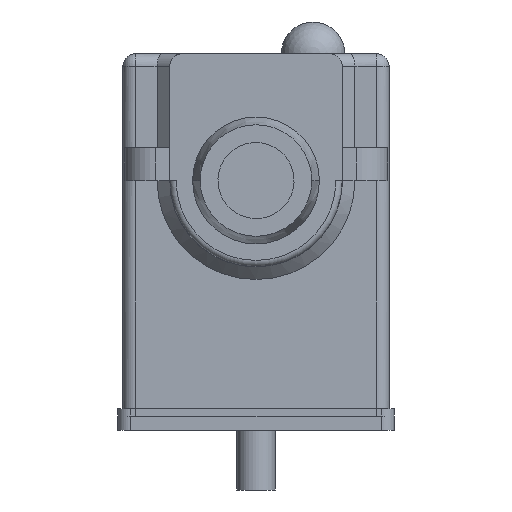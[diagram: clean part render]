
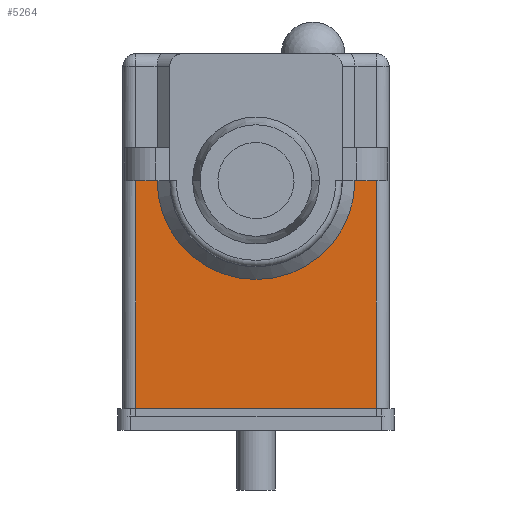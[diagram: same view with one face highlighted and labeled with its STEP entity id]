
A CAD part, front view. The second image highlights one B-rep face of the part: STEP entity #5264.
In plain terms, the highlighted planar face has unit normal (0, -1, 0).
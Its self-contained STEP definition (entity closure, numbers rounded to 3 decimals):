
#102 = ORIENTED_EDGE ( 'NONE', *, *, #8309, .F. ) ;
#843 = CARTESIAN_POINT ( 'NONE',  ( 9.5, -14.2, 16.198 ) ) ;
#905 = DIRECTION ( 'NONE',  ( -1., 0., 0. ) ) ;
#917 = VERTEX_POINT ( 'NONE', #13228 ) ;
#1496 = CARTESIAN_POINT ( 'NONE',  ( -9.5, -14.2, 16.198 ) ) ;
#1910 = ORIENTED_EDGE ( 'NONE', *, *, #7399, .T. ) ;
#2312 = VERTEX_POINT ( 'NONE', #6163 ) ;
#2329 = CARTESIAN_POINT ( 'NONE',  ( -9.5, -14.2, 16.198 ) ) ;
#2773 = ORIENTED_EDGE ( 'NONE', *, *, #4208, .F. ) ;
#3426 = CARTESIAN_POINT ( 'NONE',  ( 9.5, -14.2, 16.198 ) ) ;
#3625 = VERTEX_POINT ( 'NONE', #12341 ) ;
#4208 = EDGE_CURVE ( 'NONE', #3625, #5729, #14521, .T. ) ;
#4397 = VERTEX_POINT ( 'NONE', #11569 ) ;
#4757 = VECTOR ( 'NONE', #11501, 1000. ) ;
#4900 = DIRECTION ( 'NONE',  ( -1., 0., 0. ) ) ;
#5023 = LINE ( 'NONE', #10557, #6268 ) ;
#5055 = EDGE_CURVE ( 'NONE', #4397, #9270, #5023, .T. ) ;
#5264 = ADVANCED_FACE ( 'NONE', ( #12764 ), #11185, .T. ) ;
#5570 = CIRCLE ( 'NONE', #11033, 7.8 ) ;
#5703 = LINE ( 'NONE', #7863, #14546 ) ;
#5729 = VERTEX_POINT ( 'NONE', #11827 ) ;
#6163 = CARTESIAN_POINT ( 'NONE',  ( 9.5, -14.2, 16.198 ) ) ;
#6268 = VECTOR ( 'NONE', #4900, 1000. ) ;
#7097 = ORIENTED_EDGE ( 'NONE', *, *, #12646, .T. ) ;
#7399 = EDGE_CURVE ( 'NONE', #9270, #5729, #13559, .T. ) ;
#7745 = DIRECTION ( 'NONE',  ( -1., 0., 0. ) ) ;
#7821 = ORIENTED_EDGE ( 'NONE', *, *, #13263, .F. ) ;
#7863 = CARTESIAN_POINT ( 'NONE',  ( 9.5, -14.2, 16.198 ) ) ;
#8309 = EDGE_CURVE ( 'NONE', #4397, #917, #5570, .T. ) ;
#9081 = DIRECTION ( 'NONE',  ( -1., 0., 0. ) ) ;
#9270 = VERTEX_POINT ( 'NONE', #2329 ) ;
#9426 = LINE ( 'NONE', #3426, #4757 ) ;
#10058 = DIRECTION ( 'NONE',  ( 0., -1., 0. ) ) ;
#10099 = VECTOR ( 'NONE', #11753, 1000. ) ;
#10557 = CARTESIAN_POINT ( 'NONE',  ( -7.8, -14.2, 16.198 ) ) ;
#11033 = AXIS2_PLACEMENT_3D ( 'NONE', #13247, #14387, #14188 ) ;
#11093 = VECTOR ( 'NONE', #905, 1000. ) ;
#11185 = PLANE ( 'NONE',  #13316 ) ;
#11501 = DIRECTION ( 'NONE',  ( 0., 0., -1. ) ) ;
#11569 = CARTESIAN_POINT ( 'NONE',  ( -7.8, -14.2, 16.198 ) ) ;
#11753 = DIRECTION ( 'NONE',  ( 0., 0., -1. ) ) ;
#11827 = CARTESIAN_POINT ( 'NONE',  ( -9.5, -14.2, -2.402 ) ) ;
#12058 = EDGE_LOOP ( 'NONE', ( #14858, #1910, #2773, #7821, #7097, #102 ) ) ;
#12341 = CARTESIAN_POINT ( 'NONE',  ( 9.5, -14.2, -2.402 ) ) ;
#12646 = EDGE_CURVE ( 'NONE', #2312, #917, #5703, .T. ) ;
#12764 = FACE_OUTER_BOUND ( 'NONE', #12058, .T. ) ;
#13228 = CARTESIAN_POINT ( 'NONE',  ( 7.8, -14.2, 16.198 ) ) ;
#13247 = CARTESIAN_POINT ( 'NONE',  ( 0., -14.2, 16.198 ) ) ;
#13263 = EDGE_CURVE ( 'NONE', #2312, #3625, #9426, .T. ) ;
#13316 = AXIS2_PLACEMENT_3D ( 'NONE', #843, #10058, #7745 ) ;
#13559 = LINE ( 'NONE', #1496, #10099 ) ;
#14188 = DIRECTION ( 'NONE',  ( 1., 0., 0. ) ) ;
#14387 = DIRECTION ( 'NONE',  ( 0., -1., 0. ) ) ;
#14521 = LINE ( 'NONE', #14765, #11093 ) ;
#14546 = VECTOR ( 'NONE', #9081, 1000. ) ;
#14765 = CARTESIAN_POINT ( 'NONE',  ( 9.5, -14.2, -2.402 ) ) ;
#14858 = ORIENTED_EDGE ( 'NONE', *, *, #5055, .T. ) ;
